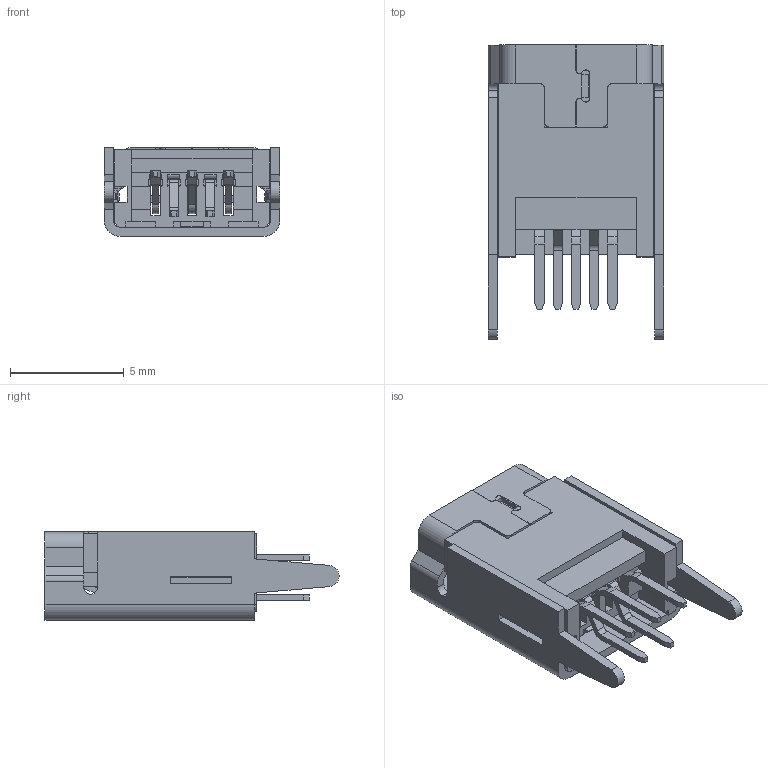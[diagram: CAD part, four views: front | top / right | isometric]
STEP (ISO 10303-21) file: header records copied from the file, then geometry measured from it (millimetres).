
FILE_DESCRIPTION (( 'STEP AP214' ), '1' );
FILE_NAME ('54-00023.STEP', '2023-07-06T08:41:50', ( '' ), ( '' ), 'SwSTEP 2.0', 'SolidWorks 2021', '' );
FILE_SCHEMA (( 'AUTOMOTIVE_DESIGN' ));
Length unit declared in the file: millimetre
Products named in the file (9): 54-00023_pin4; 54-00023_pin2; 54-00023_insulator; 54-00023_shell; 54-00023_pin1; 54-00023; 54-00023_pin3; 54-00023_pin5; 54-00023_54-00023
Assembly tree (8 placements, depth 3):
  54-00023
    54-00023_54-00023
      54-00023_shell
      54-00023_insulator
      54-00023_pin4
      54-00023_pin2
      54-00023_pin3
      54-00023_pin1
      54-00023_pin5
Bounding box: 7.7 x 12.9 x 3.9 mm (x, y, z)
Volume: 140.2 mm3; surface area: 760.6 mm2
Topology: 7 solids, 7 shells, 608 faces, 1807 edges, 1198 vertices
Faces by surface type: plane 414, cylinder 188, cone 6
Entity records: 27393 total; most frequent: CARTESIAN_POINT 3755, ORIENTED_EDGE 3614, DIRECTION 3355, EDGE_CURVE 1807, LINE 1415, VECTOR 1415, VERTEX_POINT 1198, AXIS2_PLACEMENT_3D 970
